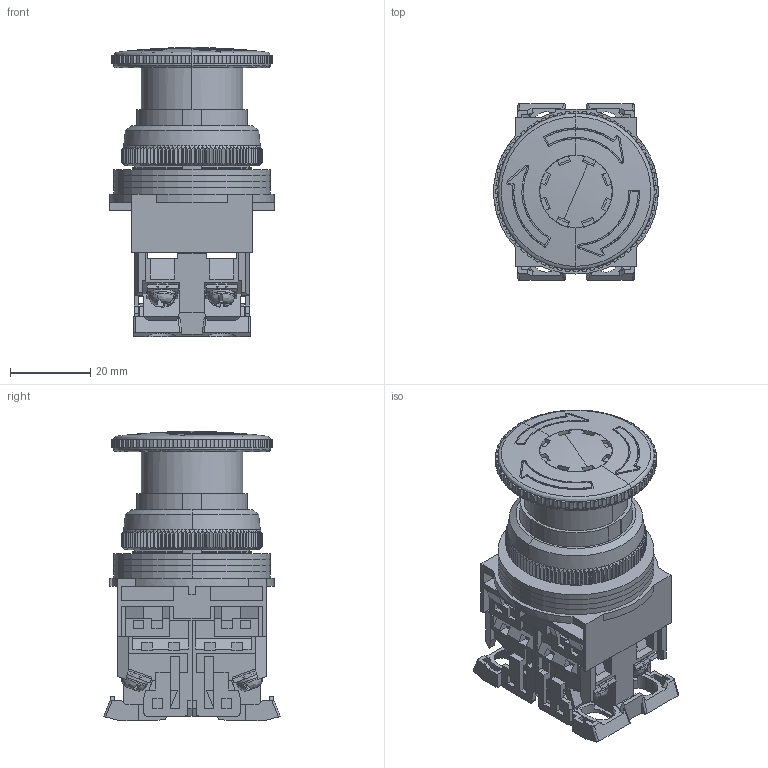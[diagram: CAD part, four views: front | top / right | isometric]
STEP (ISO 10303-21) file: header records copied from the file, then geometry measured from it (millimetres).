
FILE_DESCRIPTION (( 'STEP AP214' ), '1' );
FILE_NAME ('AR30V0L-01E3RZC.step', '2018-02-13T18:22:48', ( '' ), ( '' ), 'SwSTEP 2.0', 'SolidWorks 2017', '' );
FILE_SCHEMA (( 'AUTOMOTIVE_DESIGN' ));
Length unit declared in the file: inch
Products named in the file (1): AR30V0L-01E3RZC
Bounding box: 41 x 44 x 72 mm (x, y, z)
Volume: 44140.4 mm3; surface area: 46301.8 mm2
Topology: 25 solids, 25 shells, 2072 faces, 5747 edges, 3715 vertices
Faces by surface type: plane 1322, cylinder 523, cone 183, bspline 44
Entity records: 99454 total; most frequent: CARTESIAN_POINT 21180, ORIENTED_EDGE 11490, DIRECTION 9409, EDGE_CURVE 5745, VERTEX_POINT 3715, LINE 3575, VECTOR 3575, AXIS2_PLACEMENT_3D 2917
